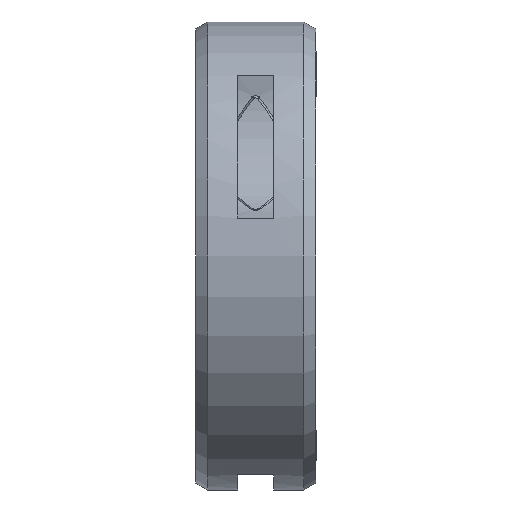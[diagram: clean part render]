
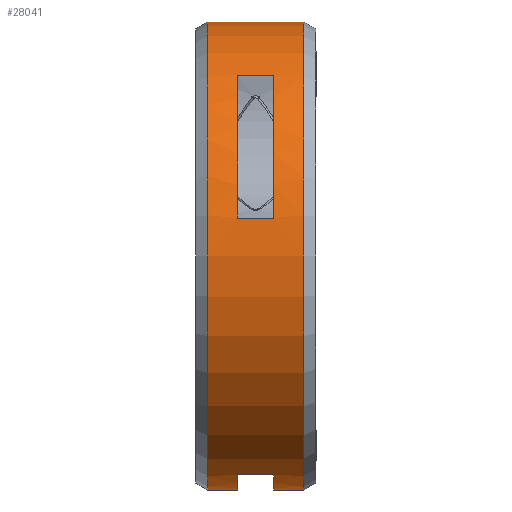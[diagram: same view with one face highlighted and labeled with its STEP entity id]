
A CAD part, left-side view. The second image highlights one B-rep face of the part: STEP entity #28041.
In plain terms, the highlighted cylindrical face has radius 19.5 mm (diameter 39 mm), a partial arc.
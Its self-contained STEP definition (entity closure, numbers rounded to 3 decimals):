
#26506=CARTESIAN_POINT('',(0.,4.,0.));
#26507=DIRECTION('',(0.,1.,0.));
#26508=DIRECTION('',(0.,0.,-1.));
#26509=AXIS2_PLACEMENT_3D('',#26506,#26507,#26508);
#26867=CARTESIAN_POINT('',(0.,-1.5,0.));
#26868=DIRECTION('',(0.,-1.,0.));
#26869=DIRECTION('',(-0.353,0.,-0.936));
#26870=AXIS2_PLACEMENT_3D('',#26867,#26868,#26869);
#26875=DIRECTION('',(0.,-1.,0.));
#26876=VECTOR('',#26875,3.);
#26877=CARTESIAN_POINT('',(-6.882,1.5,-18.245));
#26878=LINE('',#26877,#26876);
#26882=CARTESIAN_POINT('',(0.,1.5,0.));
#26883=DIRECTION('',(0.,-1.,0.));
#26884=DIRECTION('',(-0.353,0.,-0.936));
#26885=AXIS2_PLACEMENT_3D('',#26882,#26883,#26884);
#26890=DIRECTION('',(0.,1.,0.));
#26891=VECTOR('',#26890,2.5);
#26892=CARTESIAN_POINT('',(0.,1.5,-19.5));
#26893=LINE('',#26892,#26891);
#26897=DIRECTION('',(0.,1.,0.));
#26898=VECTOR('',#26897,8.);
#26899=CARTESIAN_POINT('',(0.,-4.,19.5));
#26900=LINE('',#26899,#26898);
#26904=CARTESIAN_POINT('',(0.,-4.,0.));
#26905=DIRECTION('',(0.,1.,0.));
#26906=DIRECTION('',(0.,0.,-1.));
#26907=AXIS2_PLACEMENT_3D('',#26904,#26905,#26906);
#26912=DIRECTION('',(0.,1.,0.));
#26913=VECTOR('',#26912,2.5);
#26914=CARTESIAN_POINT('',(0.,-4.,-19.5));
#26915=LINE('',#26914,#26913);
#26919=CARTESIAN_POINT('',(0.,-1.5,0.));
#26920=DIRECTION('',(0.,-1.,0.));
#26921=DIRECTION('',(-0.634,0.,0.773));
#26922=AXIS2_PLACEMENT_3D('',#26919,#26920,#26921);
#26927=DIRECTION('',(0.,-1.,0.));
#26928=VECTOR('',#26927,3.);
#26929=CARTESIAN_POINT('',(-12.36,1.5,15.083));
#26930=LINE('',#26929,#26928);
#26934=CARTESIAN_POINT('',(0.,1.5,0.));
#26935=DIRECTION('',(0.,-1.,0.));
#26936=DIRECTION('',(-0.634,0.,0.773));
#26937=AXIS2_PLACEMENT_3D('',#26934,#26935,#26936);
#26942=DIRECTION('',(0.,-1.,0.));
#26943=VECTOR('',#26942,3.);
#26944=CARTESIAN_POINT('',(-19.242,1.5,3.162));
#26945=LINE('',#26944,#26943);
#27316=CARTESIAN_POINT('',(0.,-4.,-19.5));
#27318=VERTEX_POINT('',#27316);
#27319=CARTESIAN_POINT('',(0.,4.,-19.5));
#27321=VERTEX_POINT('',#27319);
#27348=CARTESIAN_POINT('',(0.,-4.,19.5));
#27350=VERTEX_POINT('',#27348);
#27351=CARTESIAN_POINT('',(0.,4.,19.5));
#27352=VERTEX_POINT('',#27351);
#27365=CARTESIAN_POINT('',(0.,-1.5,-19.5));
#27367=VERTEX_POINT('',#27365);
#27369=CARTESIAN_POINT('',(0.,1.5,-19.5));
#27371=VERTEX_POINT('',#27369);
#27379=CARTESIAN_POINT('',(-6.882,-1.5,-18.245));
#27380=VERTEX_POINT('',#27379);
#27381=CARTESIAN_POINT('',(-6.882,1.5,-18.245));
#27382=VERTEX_POINT('',#27381);
#27415=CARTESIAN_POINT('',(-12.36,-1.5,15.083));
#27416=CARTESIAN_POINT('',(-19.242,-1.5,3.162));
#27417=VERTEX_POINT('',#27415);
#27418=VERTEX_POINT('',#27416);
#27419=CARTESIAN_POINT('',(-12.36,1.5,15.083));
#27420=CARTESIAN_POINT('',(-19.242,1.5,3.162));
#27421=VERTEX_POINT('',#27419);
#27422=VERTEX_POINT('',#27420);
#28015=CARTESIAN_POINT('',(0.,19.972,0.));
#28016=DIRECTION('',(0.,-1.,0.));
#28017=DIRECTION('',(0.,0.,1.));
#28018=AXIS2_PLACEMENT_3D('',#28015,#28016,#28017);
#28019=CYLINDRICAL_SURFACE('',#28018,19.5);
#28020=ORIENTED_EDGE('',*,*,#27709,.F.);
#28021=ORIENTED_EDGE('',*,*,#27976,.F.);
#28022=ORIENTED_EDGE('',*,*,#28000,.T.);
#28023=ORIENTED_EDGE('',*,*,#27672,.T.);
#28024=ORIENTED_EDGE('',*,*,#27626,.T.);
#28025=ORIENTED_EDGE('',*,*,#27669,.F.);
#28027=ORIENTED_EDGE('',*,*,#28026,.F.);
#28028=ORIENTED_EDGE('',*,*,#27665,.T.);
#28029=EDGE_LOOP('',(#28020,#28021,#28022,#28023,#28024,#28025,#28027,#28028));
#28030=FACE_OUTER_BOUND('',#28029,.F.);
#28032=ORIENTED_EDGE('',*,*,#28031,.F.);
#28034=ORIENTED_EDGE('',*,*,#28033,.F.);
#28036=ORIENTED_EDGE('',*,*,#28035,.T.);
#28038=ORIENTED_EDGE('',*,*,#28037,.T.);
#28039=EDGE_LOOP('',(#28032,#28034,#28036,#28038));
#28040=FACE_BOUND('',#28039,.F.);
#26510=CIRCLE('',#26509,19.5);
#26871=CIRCLE('',#26870,19.5);
#26886=CIRCLE('',#26885,19.5);
#26908=CIRCLE('',#26907,19.5);
#26923=CIRCLE('',#26922,19.5);
#26938=CIRCLE('',#26937,19.5);
#27626=EDGE_CURVE('',#27321,#27352,#26510,.T.);
#27665=EDGE_CURVE('',#27318,#27367,#26915,.T.);
#27669=EDGE_CURVE('',#27350,#27352,#26900,.T.);
#27672=EDGE_CURVE('',#27371,#27321,#26893,.T.);
#27709=EDGE_CURVE('',#27380,#27367,#26871,.T.);
#27976=EDGE_CURVE('',#27382,#27380,#26878,.T.);
#28000=EDGE_CURVE('',#27382,#27371,#26886,.T.);
#28026=EDGE_CURVE('',#27318,#27350,#26908,.T.);
#28031=EDGE_CURVE('',#27417,#27418,#26923,.T.);
#28033=EDGE_CURVE('',#27421,#27417,#26930,.T.);
#28035=EDGE_CURVE('',#27421,#27422,#26938,.T.);
#28037=EDGE_CURVE('',#27422,#27418,#26945,.T.);
#28041=ADVANCED_FACE('',(#28030,#28040),#28019,.T.);
